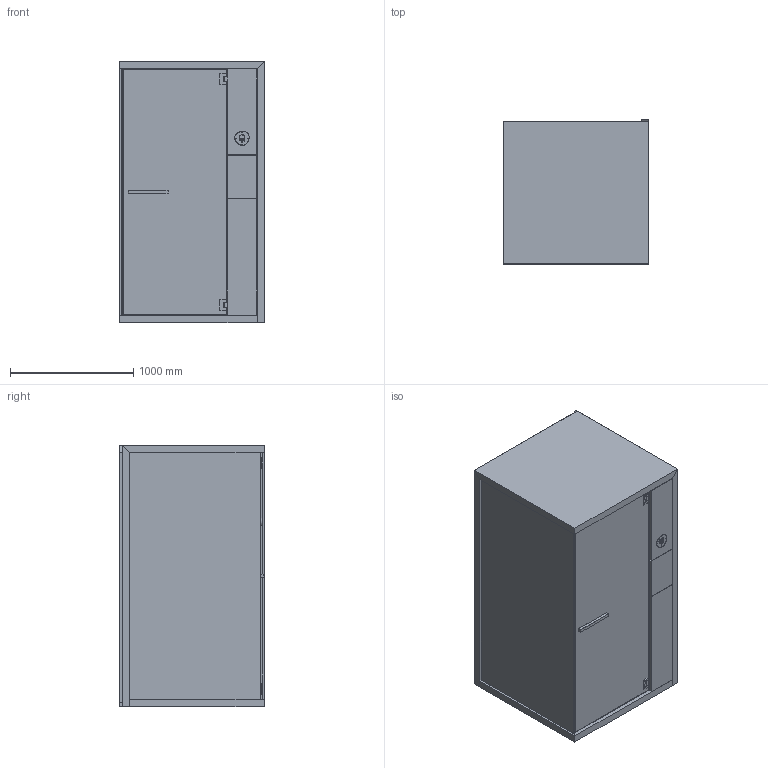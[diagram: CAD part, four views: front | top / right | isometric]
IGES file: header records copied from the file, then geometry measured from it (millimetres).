
Global section: file name: No Iges File Name specified; native system: Autodesk Inventor 2011; preprocessor: AutoDesk Inventor Iges Exporter R2011; author: Administrator; date: 20120426.192318; units: millimetre
Bounding box: 1176.28 x 1172.68 x 2120 mm (x, y, z)
Volume: 523843297.9 mm3; surface area: 35245740 mm2
Topology: 68 solids, 72 shells, 6270 faces, 18924 edges, 12577 vertices
Faces by surface type: plane 5767, revolution 315, cylinder 186, torus 2
